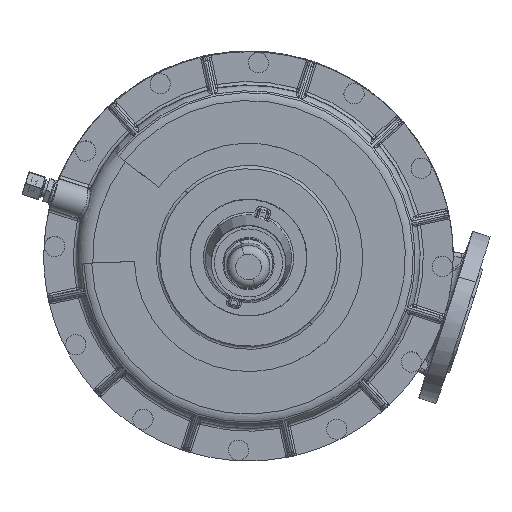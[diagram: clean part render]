
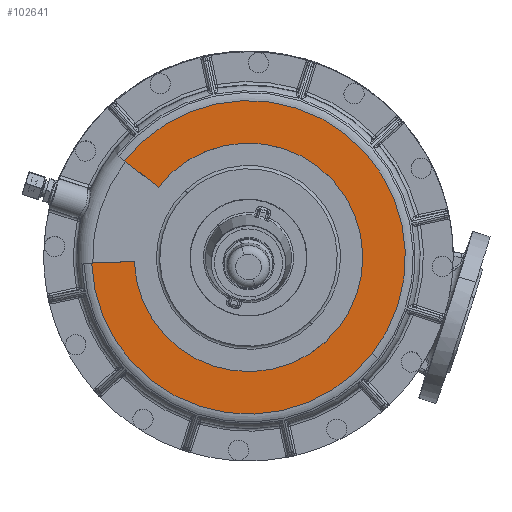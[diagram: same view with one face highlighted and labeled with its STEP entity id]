
A CAD part, top view. The second image highlights one B-rep face of the part: STEP entity #102641.
In plain terms, the highlighted face is planar.
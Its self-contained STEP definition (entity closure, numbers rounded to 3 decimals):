
#95175=CARTESIAN_POINT('Vertex',(-138.605,-50.448,217.)) ;
#95178=CARTESIAN_POINT('Line Origine',(-119.811,-43.608,217.)) ;
#95182=CARTESIAN_POINT('Vertex',(-101.017,-36.767,217.)) ;
#95204=CARTESIAN_POINT('Axis2P3D Location',(0.,0.,217.)) ;
#95208=CARTESIAN_POINT('Vertex',(138.605,-50.448,217.)) ;
#95232=CARTESIAN_POINT('Vertex',(-138.605,50.448,217.)) ;
#95235=CARTESIAN_POINT('Axis2P3D Location',(0.,0.,217.)) ;
#97442=CARTESIAN_POINT('Vertex',(-101.017,36.767,217.)) ;
#97447=CARTESIAN_POINT('Line Origine',(-119.811,43.608,217.)) ;
#102604=CARTESIAN_POINT('Axis2P3D Location',(0.,0.,217.)) ;
#102608=CARTESIAN_POINT('Vertex',(101.017,-36.767,217.)) ;
#102623=CARTESIAN_POINT('Axis2P3D Location',(147.5,0.,217.)) ;
#102628=CARTESIAN_POINT('Axis2P3D Location',(0.,0.,217.)) ;
#95179=DIRECTION('Vector Direction',(0.94,0.342,0.)) ;
#95205=DIRECTION('Axis2P3D Direction',(0.,0.,1.)) ;
#95236=DIRECTION('Axis2P3D Direction',(0.,0.,1.)) ;
#97448=DIRECTION('Vector Direction',(0.94,-0.342,0.)) ;
#102605=DIRECTION('Axis2P3D Direction',(0.,0.,-1.)) ;
#102624=DIRECTION('Axis2P3D Direction',(0.,0.,-1.)) ;
#102625=DIRECTION('Axis2P3D XDirection',(1.,0.,0.)) ;
#102629=DIRECTION('Axis2P3D Direction',(0.,0.,-1.)) ;
#95206=AXIS2_PLACEMENT_3D('Circle Axis2P3D',#95204,#95205,$) ;
#95237=AXIS2_PLACEMENT_3D('Circle Axis2P3D',#95235,#95236,$) ;
#102606=AXIS2_PLACEMENT_3D('Circle Axis2P3D',#102604,#102605,$) ;
#102626=AXIS2_PLACEMENT_3D('Plane Axis2P3D',#102623,#102624,#102625) ;
#102630=AXIS2_PLACEMENT_3D('Circle Axis2P3D',#102628,#102629,$) ;
#102634=ORIENTED_EDGE('',*,*,#95210,.F.) ;
#102635=ORIENTED_EDGE('',*,*,#95239,.F.) ;
#102636=ORIENTED_EDGE('',*,*,#97451,.T.) ;
#102637=ORIENTED_EDGE('',*,*,#102632,.T.) ;
#102638=ORIENTED_EDGE('',*,*,#102610,.T.) ;
#102639=ORIENTED_EDGE('',*,*,#95184,.F.) ;
#95180=VECTOR('Line Direction',#95179,1.) ;
#97449=VECTOR('Line Direction',#97448,1.) ;
#102641=ADVANCED_FACE('Brep With Voids',(#102640),#102627,.F.) ;
#95207=CIRCLE('generated circle',#95206,147.5) ;
#95238=CIRCLE('generated circle',#95237,147.5) ;
#102607=CIRCLE('generated circle',#102606,107.5) ;
#102631=CIRCLE('generated circle',#102630,107.5) ;
#95184=EDGE_CURVE('',#95176,#95183,#95181,.T.) ;
#95210=EDGE_CURVE('',#95209,#95176,#95207,.F.) ;
#95239=EDGE_CURVE('',#95233,#95209,#95238,.F.) ;
#97451=EDGE_CURVE('',#95233,#97443,#97450,.T.) ;
#102610=EDGE_CURVE('',#102609,#95183,#102607,.T.) ;
#102632=EDGE_CURVE('',#97443,#102609,#102631,.T.) ;
#102633=EDGE_LOOP('',(#102634,#102635,#102636,#102637,#102638,#102639)) ;
#102640=FACE_OUTER_BOUND('',#102633,.T.) ;
#95181=LINE('Line',#95178,#95180) ;
#97450=LINE('Line',#97447,#97449) ;
#102627=PLANE('Plane',#102626) ;
#95176=VERTEX_POINT('',#95175) ;
#95183=VERTEX_POINT('',#95182) ;
#95209=VERTEX_POINT('',#95208) ;
#95233=VERTEX_POINT('',#95232) ;
#97443=VERTEX_POINT('',#97442) ;
#102609=VERTEX_POINT('',#102608) ;
